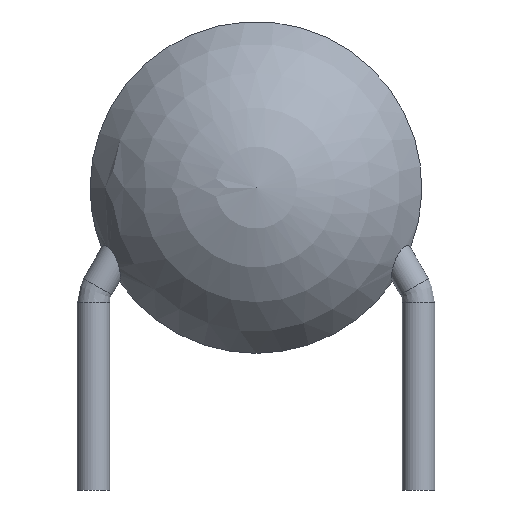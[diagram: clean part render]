
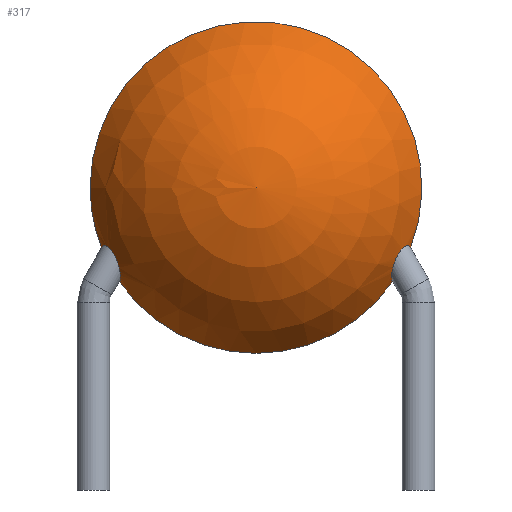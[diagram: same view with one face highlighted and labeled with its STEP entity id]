
A CAD part, front view. The second image highlights one B-rep face of the part: STEP entity #317.
In plain terms, the highlighted spherical face has radius 2.832 mm.
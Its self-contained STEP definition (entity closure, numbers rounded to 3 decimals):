
#114 = VERTEX_POINT('',#115);
#115 = CARTESIAN_POINT('',(2.099,0.,1.203));
#134 = EDGE_CURVE('',#114,#135,#137,.T.);
#135 = VERTEX_POINT('',#136);
#136 = CARTESIAN_POINT('',(2.376,0.,1.724));
#137 = B_SPLINE_CURVE_WITH_KNOTS('',8,(#138,#139,#140,#141,#142,#143,
#144,#145,#146,#147,#148,#149,#150,#151,#152,#153,#154,#155,#156,
#157,#158,#159,#160,#161,#162,#163,#164,#165,#166,#167,#168,#169,
#170,#171,#172,#173,#174,#175,#176,#177,#178,#179,#180,#181),
.UNSPECIFIED.,.F.,.F.,(9,7,7,7,7,7,9),(0.,0.185,
0.359,0.497,0.632,0.793,1.),
.UNSPECIFIED.);
#138 = CARTESIAN_POINT('',(2.099,0.,
1.203));
#139 = CARTESIAN_POINT('',(2.095,-0.015,
1.21));
#140 = CARTESIAN_POINT('',(2.092,-0.031,
1.218));
#141 = CARTESIAN_POINT('',(2.089,-0.046,
1.227));
#142 = CARTESIAN_POINT('',(2.087,-0.06,
1.237));
#143 = CARTESIAN_POINT('',(2.085,-0.075,
1.248));
#144 = CARTESIAN_POINT('',(2.084,-0.089,
1.26));
#145 = CARTESIAN_POINT('',(2.084,-0.103,1.273
));
#146 = CARTESIAN_POINT('',(2.084,-0.129,1.299
));
#147 = CARTESIAN_POINT('',(2.085,-0.141,1.313
));
#148 = CARTESIAN_POINT('',(2.086,-0.153,1.327)
);
#149 = CARTESIAN_POINT('',(2.088,-0.164,1.342
));
#150 = CARTESIAN_POINT('',(2.091,-0.175,1.358
));
#151 = CARTESIAN_POINT('',(2.094,-0.186,1.375
));
#152 = CARTESIAN_POINT('',(2.098,-0.196,1.393));
#153 = CARTESIAN_POINT('',(2.106,-0.212,1.426
));
#154 = CARTESIAN_POINT('',(2.11,-0.219,1.441
));
#155 = CARTESIAN_POINT('',(2.115,-0.226,1.457)
);
#156 = CARTESIAN_POINT('',(2.12,-0.232,1.474
));
#157 = CARTESIAN_POINT('',(2.126,-0.237,1.491)
);
#158 = CARTESIAN_POINT('',(2.132,-0.241,1.508
));
#159 = CARTESIAN_POINT('',(2.139,-0.245,1.526)
);
#160 = CARTESIAN_POINT('',(2.154,-0.249,1.561
));
#161 = CARTESIAN_POINT('',(2.162,-0.251,1.579
));
#162 = CARTESIAN_POINT('',(2.171,-0.251,1.597
));
#163 = CARTESIAN_POINT('',(2.18,-0.25,1.615
));
#164 = CARTESIAN_POINT('',(2.19,-0.248,1.632
));
#165 = CARTESIAN_POINT('',(2.2,-0.244,1.648)
);
#166 = CARTESIAN_POINT('',(2.21,-0.239,1.663
));
#167 = CARTESIAN_POINT('',(2.232,-0.225,1.694
));
#168 = CARTESIAN_POINT('',(2.245,-0.216,1.709
));
#169 = CARTESIAN_POINT('',(2.257,-0.205,1.721)
);
#170 = CARTESIAN_POINT('',(2.269,-0.193,1.732
));
#171 = CARTESIAN_POINT('',(2.28,-0.18,1.741
));
#172 = CARTESIAN_POINT('',(2.291,-0.166,1.747)
);
#173 = CARTESIAN_POINT('',(2.301,-0.152,1.751
));
#174 = CARTESIAN_POINT('',(2.322,-0.121,1.757
));
#175 = CARTESIAN_POINT('',(2.333,-0.103,1.757
));
#176 = CARTESIAN_POINT('',(2.342,-0.085,
1.755));
#177 = CARTESIAN_POINT('',(2.351,-0.068,
1.752));
#178 = CARTESIAN_POINT('',(2.358,-0.05,
1.747));
#179 = CARTESIAN_POINT('',(2.365,-0.033,
1.741));
#180 = CARTESIAN_POINT('',(2.371,-0.017,
1.733));
#181 = CARTESIAN_POINT('',(2.376,0.,
1.724));
#230 = VERTEX_POINT('',#231);
#231 = CARTESIAN_POINT('',(-2.55,0.,2.65));
#239 = EDGE_CURVE('',#135,#230,#240,.T.);
#240 = CIRCLE('',#241,2.55);
#241 = AXIS2_PLACEMENT_3D('',#242,#243,#244);
#242 = CARTESIAN_POINT('',(0.,0.,2.65));
#243 = DIRECTION('',(0.,-1.,0.));
#244 = DIRECTION('',(-1.,0.,0.));
#248 = EDGE_CURVE('',#249,#114,#251,.T.);
#249 = VERTEX_POINT('',#250);
#250 = CARTESIAN_POINT('',(-2.099,0.,1.203));
#251 = CIRCLE('',#252,2.55);
#252 = AXIS2_PLACEMENT_3D('',#253,#254,#255);
#253 = CARTESIAN_POINT('',(0.,0.,2.65));
#254 = DIRECTION('',(0.,-1.,0.));
#255 = DIRECTION('',(-1.,0.,0.));
#258 = VERTEX_POINT('',#259);
#259 = CARTESIAN_POINT('',(-2.376,0.,1.724));
#306 = EDGE_CURVE('',#230,#258,#307,.T.);
#307 = CIRCLE('',#308,2.55);
#308 = AXIS2_PLACEMENT_3D('',#309,#310,#311);
#309 = CARTESIAN_POINT('',(0.,0.,2.65));
#310 = DIRECTION('',(0.,-1.,0.));
#311 = DIRECTION('',(-1.,0.,0.));
#317 = ADVANCED_FACE('',(#318),#390,.T.);
#318 = FACE_BOUND('',#319,.T.);
#319 = EDGE_LOOP('',(#320,#329,#330,#367,#386,#387,#388,#389));
#320 = ORIENTED_EDGE('',*,*,#321,.F.);
#321 = EDGE_CURVE('',#230,#322,#324,.T.);
#322 = VERTEX_POINT('',#323);
#323 = CARTESIAN_POINT('',(0.,-1.6,2.65));
#324 = CIRCLE('',#325,2.832);
#325 = AXIS2_PLACEMENT_3D('',#326,#327,#328);
#326 = CARTESIAN_POINT('',(0.,1.232,2.65));
#327 = DIRECTION('',(0.,0.,1.));
#328 = DIRECTION('',(-0.9,-0.435,0.));
#329 = ORIENTED_EDGE('',*,*,#306,.T.);
#330 = ORIENTED_EDGE('',*,*,#331,.T.);
#331 = EDGE_CURVE('',#258,#332,#334,.T.);
#332 = VERTEX_POINT('',#333);
#333 = CARTESIAN_POINT('',(-2.166,-0.25,1.587));
#334 = B_SPLINE_CURVE_WITH_KNOTS('',7,(#335,#336,#337,#338,#339,#340,
#341,#342,#343,#344,#345,#346,#347,#348,#349,#350,#351,#352,#353,
#354,#355,#356,#357,#358,#359,#360,#361,#362,#363,#364,#365,#366),
.UNSPECIFIED.,.F.,.F.,(8,6,6,6,6,8),(0.,0.283,0.477,
0.592,0.784,1.),.UNSPECIFIED.);
#335 = CARTESIAN_POINT('',(-2.376,0.,
1.724));
#336 = CARTESIAN_POINT('',(-2.373,-0.011,
1.73));
#337 = CARTESIAN_POINT('',(-2.369,-0.022,
1.735));
#338 = CARTESIAN_POINT('',(-2.365,-0.034,
1.74));
#339 = CARTESIAN_POINT('',(-2.36,-0.046,
1.745));
#340 = CARTESIAN_POINT('',(-2.354,-0.058,
1.749));
#341 = CARTESIAN_POINT('',(-2.348,-0.071,
1.752));
#342 = CARTESIAN_POINT('',(-2.337,-0.094,
1.755));
#343 = CARTESIAN_POINT('',(-2.332,-0.104,
1.756));
#344 = CARTESIAN_POINT('',(-2.326,-0.114,
1.756));
#345 = CARTESIAN_POINT('',(-2.32,-0.124,1.756
));
#346 = CARTESIAN_POINT('',(-2.314,-0.134,
1.755));
#347 = CARTESIAN_POINT('',(-2.307,-0.144,
1.753));
#348 = CARTESIAN_POINT('',(-2.295,-0.161,
1.748));
#349 = CARTESIAN_POINT('',(-2.29,-0.167,
1.745));
#350 = CARTESIAN_POINT('',(-2.286,-0.173,
1.743));
#351 = CARTESIAN_POINT('',(-2.281,-0.178,
1.74));
#352 = CARTESIAN_POINT('',(-2.276,-0.184,
1.736));
#353 = CARTESIAN_POINT('',(-2.272,-0.189,1.733
));
#354 = CARTESIAN_POINT('',(-2.259,-0.202,
1.722));
#355 = CARTESIAN_POINT('',(-2.251,-0.209,1.715)
);
#356 = CARTESIAN_POINT('',(-2.244,-0.216,
1.707));
#357 = CARTESIAN_POINT('',(-2.236,-0.222,
1.698));
#358 = CARTESIAN_POINT('',(-2.228,-0.228,
1.688));
#359 = CARTESIAN_POINT('',(-2.221,-0.232,1.679)
);
#360 = CARTESIAN_POINT('',(-2.206,-0.241,
1.657));
#361 = CARTESIAN_POINT('',(-2.198,-0.244,
1.645));
#362 = CARTESIAN_POINT('',(-2.191,-0.247,
1.633));
#363 = CARTESIAN_POINT('',(-2.184,-0.248,
1.622));
#364 = CARTESIAN_POINT('',(-2.178,-0.249,
1.61));
#365 = CARTESIAN_POINT('',(-2.172,-0.25,
1.598));
#366 = CARTESIAN_POINT('',(-2.166,-0.25,1.587));
#367 = ORIENTED_EDGE('',*,*,#368,.T.);
#368 = EDGE_CURVE('',#332,#249,#369,.T.);
#369 = B_SPLINE_CURVE_WITH_KNOTS('',8,(#370,#371,#372,#373,#374,#375,
#376,#377,#378,#379,#380,#381,#382,#383,#384,#385),.UNSPECIFIED.,.F.
,.F.,(9,7,9),(0.,0.52,1.),.UNSPECIFIED.);
#370 = CARTESIAN_POINT('',(-2.166,-0.25,1.587));
#371 = CARTESIAN_POINT('',(-2.154,-0.25,
1.561));
#372 = CARTESIAN_POINT('',(-2.142,-0.248,
1.535));
#373 = CARTESIAN_POINT('',(-2.131,-0.243,1.508
));
#374 = CARTESIAN_POINT('',(-2.121,-0.235,1.48
));
#375 = CARTESIAN_POINT('',(-2.112,-0.225,
1.451));
#376 = CARTESIAN_POINT('',(-2.104,-0.212,
1.422));
#377 = CARTESIAN_POINT('',(-2.098,-0.197,
1.394));
#378 = CARTESIAN_POINT('',(-2.088,-0.162,
1.34));
#379 = CARTESIAN_POINT('',(-2.085,-0.143,
1.314));
#380 = CARTESIAN_POINT('',(-2.083,-0.122,
1.289));
#381 = CARTESIAN_POINT('',(-2.083,-0.099,
1.267));
#382 = CARTESIAN_POINT('',(-2.084,-0.075,
1.246));
#383 = CARTESIAN_POINT('',(-2.088,-0.05,
1.229));
#384 = CARTESIAN_POINT('',(-2.093,-0.025,
1.214));
#385 = CARTESIAN_POINT('',(-2.099,0.,
1.203));
#386 = ORIENTED_EDGE('',*,*,#248,.T.);
#387 = ORIENTED_EDGE('',*,*,#134,.T.);
#388 = ORIENTED_EDGE('',*,*,#239,.T.);
#389 = ORIENTED_EDGE('',*,*,#321,.T.);
#390 = SPHERICAL_SURFACE('',#391,2.832);
#391 = AXIS2_PLACEMENT_3D('',#392,#393,#394);
#392 = CARTESIAN_POINT('',(0.,1.232,2.65));
#393 = DIRECTION('',(0.,-1.,0.));
#394 = DIRECTION('',(-1.,0.,0.));
